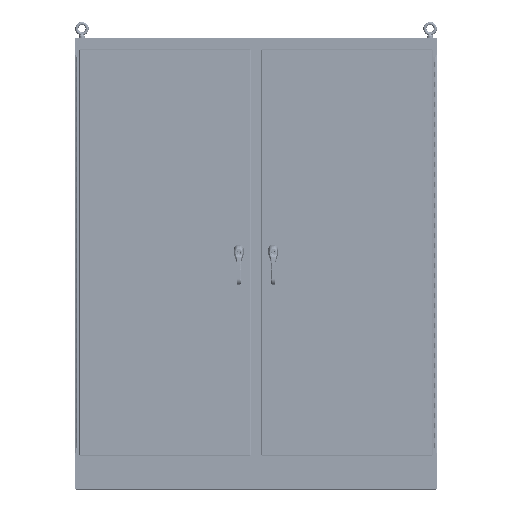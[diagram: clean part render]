
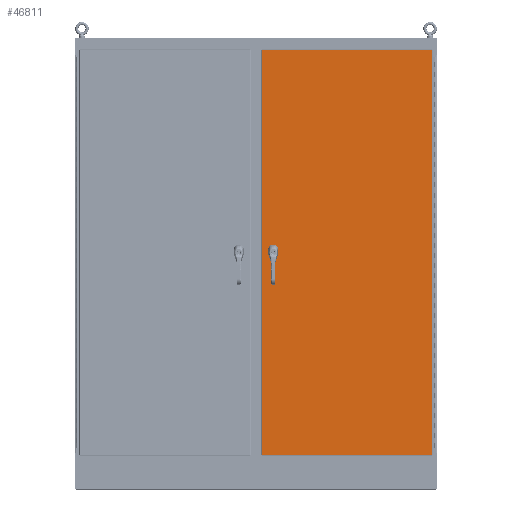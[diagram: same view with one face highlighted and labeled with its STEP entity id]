
A CAD part, top view. The second image highlights one B-rep face of the part: STEP entity #46811.
In plain terms, the highlighted planar face has unit normal (0, 0, 1).
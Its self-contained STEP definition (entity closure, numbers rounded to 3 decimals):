
#1726=FACE_BOUND('',#9288,.T.);
#1727=FACE_BOUND('',#9289,.T.);
#1728=FACE_BOUND('',#9290,.T.);
#1729=FACE_BOUND('',#9291,.T.);
#1730=FACE_BOUND('',#9292,.T.);
#2610=CIRCLE('',#50301,0.453);
#2612=CIRCLE('',#50305,0.453);
#2614=CIRCLE('',#50309,0.453);
#2616=CIRCLE('',#50313,0.453);
#2618=CIRCLE('',#50316,0.141);
#2620=CIRCLE('',#50319,0.141);
#2622=CIRCLE('',#50322,0.141);
#9288=EDGE_LOOP('',(#35558,#35559,#35560,#35561,#35562,#35563,#35564,#35565));
#9289=EDGE_LOOP('',(#35566));
#9290=EDGE_LOOP('',(#35567));
#9291=EDGE_LOOP('',(#35568));
#9292=EDGE_LOOP('',(#35569,#35570,#35571,#35572));
#13453=LINE('',#73272,#17355);
#13457=LINE('',#73284,#17359);
#13461=LINE('',#73296,#17363);
#13465=LINE('',#73308,#17367);
#13468=LINE('',#73341,#17370);
#13484=LINE('',#73443,#17386);
#13499=LINE('',#73543,#17401);
#13509=LINE('',#73631,#17411);
#17355=VECTOR('',#58945,0.427);
#17359=VECTOR('',#58957,0.427);
#17363=VECTOR('',#58969,0.427);
#17367=VECTOR('',#58981,0.427);
#17370=VECTOR('',#59010,80.719);
#17386=VECTOR('',#59040,33.906);
#17401=VECTOR('',#59069,80.719);
#17411=VECTOR('',#59091,33.906);
#20888=VERTEX_POINT('',#73269);
#20889=VERTEX_POINT('',#73271);
#20891=VERTEX_POINT('',#73277);
#20893=VERTEX_POINT('',#73283);
#20895=VERTEX_POINT('',#73289);
#20897=VERTEX_POINT('',#73295);
#20899=VERTEX_POINT('',#73301);
#20901=VERTEX_POINT('',#73307);
#20903=VERTEX_POINT('',#73316);
#20905=VERTEX_POINT('',#73321);
#20907=VERTEX_POINT('',#73326);
#20910=VERTEX_POINT('',#73332);
#20911=VERTEX_POINT('',#73340);
#20922=VERTEX_POINT('',#73435);
#20932=VERTEX_POINT('',#73535);
#26020=EDGE_CURVE('',#20889,#20888,#13453,.T.);
#26023=EDGE_CURVE('',#20891,#20889,#2610,.T.);
#26026=EDGE_CURVE('',#20893,#20891,#13457,.T.);
#26029=EDGE_CURVE('',#20895,#20893,#2612,.T.);
#26032=EDGE_CURVE('',#20897,#20895,#13461,.T.);
#26035=EDGE_CURVE('',#20899,#20897,#2614,.T.);
#26038=EDGE_CURVE('',#20901,#20899,#13465,.T.);
#26041=EDGE_CURVE('',#20888,#20901,#2616,.T.);
#26043=EDGE_CURVE('',#20903,#20903,#2618,.T.);
#26045=EDGE_CURVE('',#20905,#20905,#2620,.T.);
#26047=EDGE_CURVE('',#20907,#20907,#2622,.T.);
#26050=EDGE_CURVE('',#20911,#20910,#13468,.T.);
#26070=EDGE_CURVE('',#20910,#20922,#13484,.T.);
#26089=EDGE_CURVE('',#20922,#20932,#13499,.T.);
#26103=EDGE_CURVE('',#20932,#20911,#13509,.T.);
#35558=ORIENTED_EDGE('',*,*,#26020,.T.);
#35559=ORIENTED_EDGE('',*,*,#26041,.T.);
#35560=ORIENTED_EDGE('',*,*,#26038,.T.);
#35561=ORIENTED_EDGE('',*,*,#26035,.T.);
#35562=ORIENTED_EDGE('',*,*,#26032,.T.);
#35563=ORIENTED_EDGE('',*,*,#26029,.T.);
#35564=ORIENTED_EDGE('',*,*,#26026,.T.);
#35565=ORIENTED_EDGE('',*,*,#26023,.T.);
#35566=ORIENTED_EDGE('',*,*,#26043,.T.);
#35567=ORIENTED_EDGE('',*,*,#26045,.T.);
#35568=ORIENTED_EDGE('',*,*,#26047,.T.);
#35569=ORIENTED_EDGE('',*,*,#26050,.T.);
#35570=ORIENTED_EDGE('',*,*,#26070,.T.);
#35571=ORIENTED_EDGE('',*,*,#26089,.T.);
#35572=ORIENTED_EDGE('',*,*,#26103,.T.);
#44501=PLANE('',#50350);
#46811=ADVANCED_FACE('',(#1726,#1727,#1728,#1729,#1730),#44501,.T.);
#50301=AXIS2_PLACEMENT_3D('',#73278,#58951,#58952);
#50305=AXIS2_PLACEMENT_3D('',#73290,#58963,#58964);
#50309=AXIS2_PLACEMENT_3D('',#73302,#58975,#58976);
#50313=AXIS2_PLACEMENT_3D('',#73312,#58987,#58988);
#50316=AXIS2_PLACEMENT_3D('',#73317,#58993,#58994);
#50319=AXIS2_PLACEMENT_3D('',#73322,#58999,#59000);
#50322=AXIS2_PLACEMENT_3D('',#73327,#59005,#59006);
#50350=AXIS2_PLACEMENT_3D('',#73717,#59116,#59117);
#58945=DIRECTION('',(0.,1.,0.));
#58951=DIRECTION('center_axis',(0.,0.,-1.));
#58952=DIRECTION('ref_axis',(-0.882,-0.471,0.));
#58957=DIRECTION('',(-1.,0.,0.));
#58963=DIRECTION('center_axis',(0.,0.,-1.));
#58964=DIRECTION('ref_axis',(0.471,-0.882,0.));
#58969=DIRECTION('',(0.,-1.,0.));
#58975=DIRECTION('center_axis',(0.,0.,-1.));
#58976=DIRECTION('ref_axis',(0.882,0.471,0.));
#58981=DIRECTION('',(1.,0.,0.));
#58987=DIRECTION('center_axis',(0.,0.,-1.));
#58988=DIRECTION('ref_axis',(-0.471,0.882,0.));
#58993=DIRECTION('center_axis',(0.,0.,-1.));
#58994=DIRECTION('ref_axis',(-1.,0.,0.));
#58999=DIRECTION('center_axis',(0.,0.,-1.));
#59000=DIRECTION('ref_axis',(-1.,0.,0.));
#59005=DIRECTION('center_axis',(0.,0.,-1.));
#59006=DIRECTION('ref_axis',(-1.,0.,0.));
#59010=DIRECTION('',(0.,-1.,0.));
#59040=DIRECTION('',(1.,0.,0.));
#59069=DIRECTION('',(0.,1.,0.));
#59091=DIRECTION('',(-1.,0.,0.));
#59116=DIRECTION('center_axis',(0.,0.,1.));
#59117=DIRECTION('ref_axis',(1.,0.,0.));
#73269=CARTESIAN_POINT('',(2.007,40.714,0.125));
#73271=CARTESIAN_POINT('',(2.007,40.286,0.125));
#73272=CARTESIAN_POINT('',(2.007,40.607,0.125));
#73277=CARTESIAN_POINT('',(2.193,40.1,0.125));
#73278=CARTESIAN_POINT('Origin',(2.406,40.5,0.125));
#73283=CARTESIAN_POINT('',(2.62,40.101,0.125));
#73284=CARTESIAN_POINT('',(9.643,40.101,0.125));
#73289=CARTESIAN_POINT('',(2.806,40.286,0.125));
#73290=CARTESIAN_POINT('Origin',(2.406,40.5,0.125));
#73295=CARTESIAN_POINT('',(2.806,40.714,0.125));
#73296=CARTESIAN_POINT('',(2.806,40.393,0.125));
#73301=CARTESIAN_POINT('',(2.62,40.9,0.125));
#73302=CARTESIAN_POINT('Origin',(2.406,40.5,0.125));
#73307=CARTESIAN_POINT('',(2.193,40.899,0.125));
#73308=CARTESIAN_POINT('',(9.857,40.9,0.125));
#73312=CARTESIAN_POINT('Origin',(2.406,40.5,0.125));
#73316=CARTESIAN_POINT('',(2.547,41.385,0.125));
#73317=CARTESIAN_POINT('Origin',(2.406,41.385,0.125));
#73321=CARTESIAN_POINT('',(2.547,39.614,0.125));
#73322=CARTESIAN_POINT('Origin',(2.406,39.614,0.125));
#73326=CARTESIAN_POINT('',(2.547,39.122,0.125));
#73327=CARTESIAN_POINT('Origin',(2.406,39.122,0.125));
#73332=CARTESIAN_POINT('',(0.141,0.141,0.125));
#73340=CARTESIAN_POINT('',(0.141,80.859,0.125));
#73341=CARTESIAN_POINT('',(0.141,60.68,0.125));
#73435=CARTESIAN_POINT('',(34.047,0.141,0.125));
#73443=CARTESIAN_POINT('',(8.617,0.141,0.125));
#73535=CARTESIAN_POINT('',(34.047,80.859,0.125));
#73543=CARTESIAN_POINT('',(34.047,20.32,0.125));
#73631=CARTESIAN_POINT('',(25.57,80.859,0.125));
#73717=CARTESIAN_POINT('Origin',(17.094,40.5,0.125));
